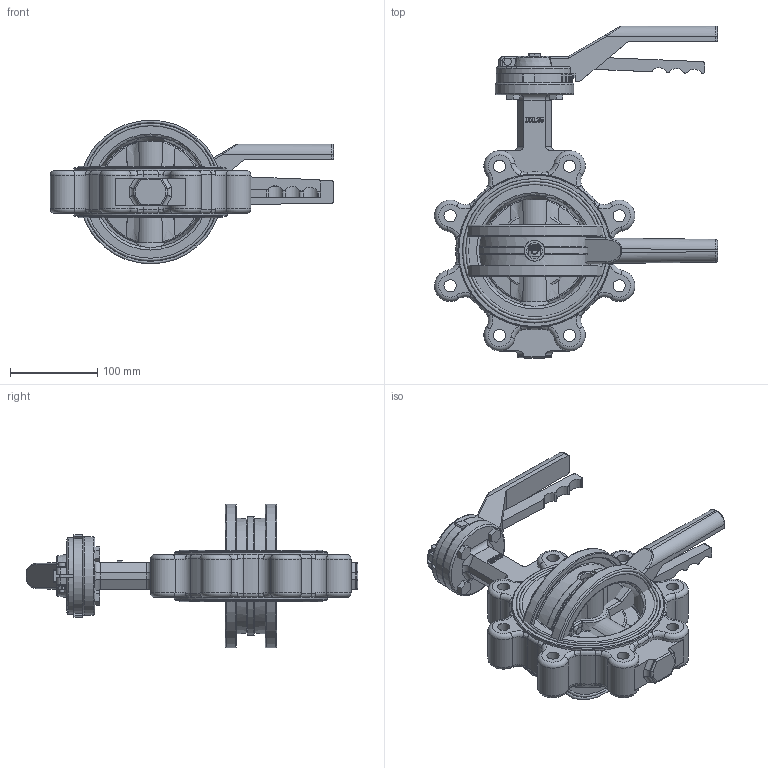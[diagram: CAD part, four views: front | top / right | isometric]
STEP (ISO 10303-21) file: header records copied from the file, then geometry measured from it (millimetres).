
FILE_DESCRIPTION( ( 'Unknown' ), '1' );
FILE_NAME( 'LUG_DN125.stp', 'Unknown', ( 'Unknown' ), ( 'Unknown' ), 'PSStep 13.0', 'Unknown', ' ' );
FILE_SCHEMA( ( 'AUTOMOTIVE_DESIGN { 1 0 10303 214 1 1 1 1 }' ) );
Length unit declared in the file: millimetre
Products named in the file (14): Assem1; LUG-DN125; Handhebel 040-150; bushing1; shaft2; shaft1; disc; seat; DN125概极; DIN912M5x30; DIN934_M5; ISO-Flansch; M8x20
Bounding box: 325 x 381 x 165 mm (x, y, z)
Surface area: 1177540.1 mm2 (no closed solid volume)
Topology: 0 solids, 2616 shells, 2616 faces, 13140 edges, 12802 vertices
Faces by surface type: plane 1054, cylinder 693, torus 330, extrusion 246, bspline 222, cone 71
Full cylindrical faces by diameter (mm): 4.134 x3, 4.917 x12, 5 x6, 6 x6, 6.647 x12, 7 x12, 8 x5, 8.5 x3, 9 x12, 10 x12, 13 x3, 14 x24, 14.5 x3, 15 x3, 18 x6, 18.92 x9, 19.2 x8, 23.8 x12, 23.88 x5, 30 x6, 31.6 x3, 56 x3, 90 x3, 132.5 x6, 132.6 x6, 152 x12, 165 x6, 166 x6, 176 x6
Entity records: 63312 total; most frequent: CARTESIAN_POINT 24836, DIRECTION 6518, ORIENTED_EDGE 4188, EDGE_CURVE 4188, VERTEX_POINT 4188, AXIS2_PLACEMENT_3D 2272, VECTOR 1974, LINE 1892
